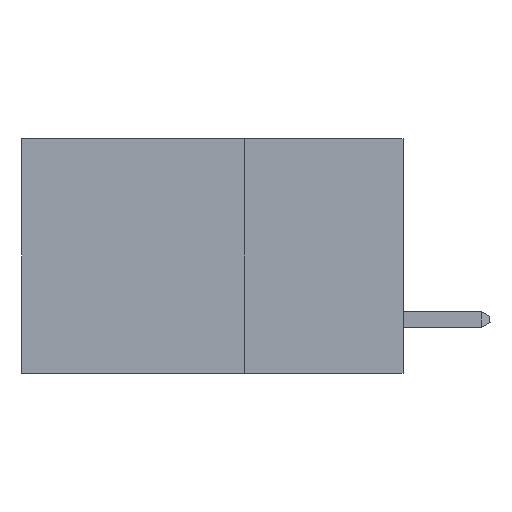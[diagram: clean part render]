
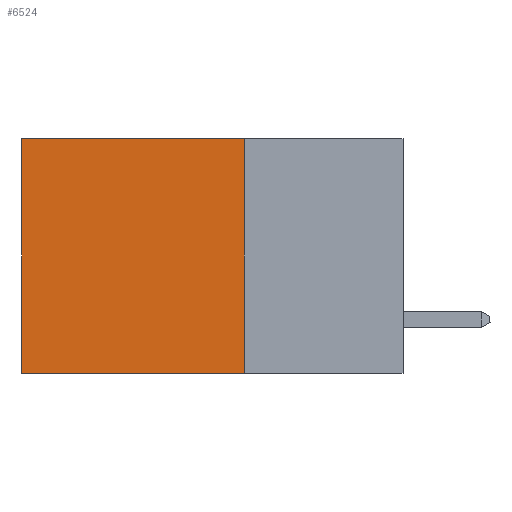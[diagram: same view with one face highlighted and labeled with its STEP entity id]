
A CAD part, left-side view. The second image highlights one B-rep face of the part: STEP entity #6524.
In plain terms, the highlighted planar face has unit normal (-1, 0, 0).
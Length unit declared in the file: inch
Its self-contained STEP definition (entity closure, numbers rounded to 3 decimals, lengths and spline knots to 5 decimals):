
#747 = EDGE_CURVE ( 'NONE', #9919, #7946, #24147, .T. ) ;
#814 = DIRECTION ( 'NONE',  ( 0., 0., -1. ) ) ;
#1251 = CARTESIAN_POINT ( 'NONE',  ( 0.2875, 0.6, 0. ) ) ;
#1496 = DIRECTION ( 'NONE',  ( 0., 0., -1. ) ) ;
#2030 = CARTESIAN_POINT ( 'NONE',  ( 0.2875, 0.25, -0.37 ) ) ;
#2388 = CARTESIAN_POINT ( 'NONE',  ( 0.2875, 0.25, -0.37 ) ) ;
#3216 = EDGE_LOOP ( 'NONE', ( #14450, #3782, #15721, #10363 ) ) ;
#3325 = CARTESIAN_POINT ( 'NONE',  ( 0.2875, 0.25, 0. ) ) ;
#3782 = ORIENTED_EDGE ( 'NONE', *, *, #18091, .F. ) ;
#4330 = AXIS2_PLACEMENT_3D ( 'NONE', #21124, #21179, #6757 ) ;
#5919 = VERTEX_POINT ( 'NONE', #2388 ) ;
#6060 = VERTEX_POINT ( 'NONE', #8888 ) ;
#6524 = ADVANCED_FACE ( 'NONE', ( #6945 ), #17263, .F. ) ;
#6757 = DIRECTION ( 'NONE',  ( 0., 0., -1. ) ) ;
#6848 = EDGE_CURVE ( 'NONE', #9919, #5919, #9850, .T. ) ;
#6945 = FACE_OUTER_BOUND ( 'NONE', #3216, .T. ) ;
#7485 = VECTOR ( 'NONE', #1496, 39.37008 ) ;
#7539 = EDGE_CURVE ( 'NONE', #7946, #6060, #20380, .T. ) ;
#7946 = VERTEX_POINT ( 'NONE', #22057 ) ;
#8888 = CARTESIAN_POINT ( 'NONE',  ( 0.2875, 0.6, -0.37 ) ) ;
#9728 = VECTOR ( 'NONE', #21308, 39.37008 ) ;
#9850 = LINE ( 'NONE', #15864, #11863 ) ;
#9919 = VERTEX_POINT ( 'NONE', #3325 ) ;
#10363 = ORIENTED_EDGE ( 'NONE', *, *, #747, .T. ) ;
#10479 = CARTESIAN_POINT ( 'NONE',  ( 0.2875, 0.25, 0. ) ) ;
#11863 = VECTOR ( 'NONE', #814, 39.37008 ) ;
#14450 = ORIENTED_EDGE ( 'NONE', *, *, #7539, .T. ) ;
#15245 = VECTOR ( 'NONE', #15774, 39.37008 ) ;
#15721 = ORIENTED_EDGE ( 'NONE', *, *, #6848, .F. ) ;
#15774 = DIRECTION ( 'NONE',  ( 0., 1., 0. ) ) ;
#15830 = LINE ( 'NONE', #2030, #15245 ) ;
#15864 = CARTESIAN_POINT ( 'NONE',  ( 0.2875, 0.25, 0. ) ) ;
#17263 = PLANE ( 'NONE',  #4330 ) ;
#18091 = EDGE_CURVE ( 'NONE', #5919, #6060, #15830, .T. ) ;
#20380 = LINE ( 'NONE', #1251, #7485 ) ;
#21124 = CARTESIAN_POINT ( 'NONE',  ( 0.2875, 0.25, 0. ) ) ;
#21179 = DIRECTION ( 'NONE',  ( 1., 0., 0. ) ) ;
#21308 = DIRECTION ( 'NONE',  ( 0., 1., 0. ) ) ;
#22057 = CARTESIAN_POINT ( 'NONE',  ( 0.2875, 0.6, 0. ) ) ;
#24147 = LINE ( 'NONE', #10479, #9728 ) ;
